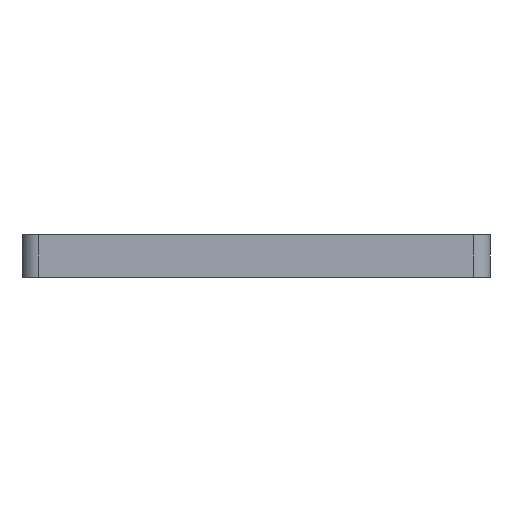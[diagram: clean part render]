
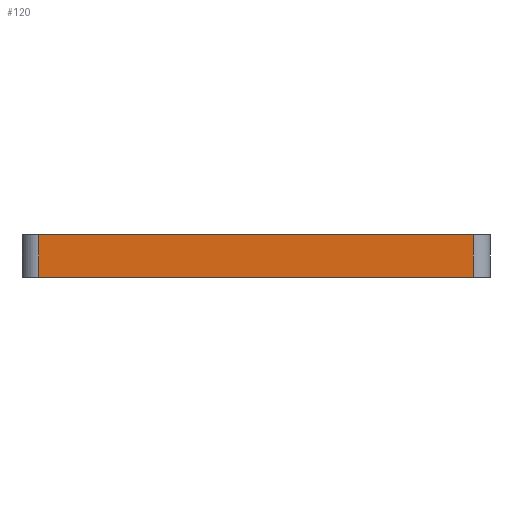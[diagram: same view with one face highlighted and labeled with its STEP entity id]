
A CAD part, front view. The second image highlights one B-rep face of the part: STEP entity #120.
In plain terms, the highlighted planar face has unit normal (0, -1, 0).
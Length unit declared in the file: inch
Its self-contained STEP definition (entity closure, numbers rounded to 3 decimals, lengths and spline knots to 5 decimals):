
#12 = VERTEX_POINT ( 'NONE', #513 ) ;
#19 = CARTESIAN_POINT ( 'NONE',  ( 1.28336, -2.18861, -4.34467 ) ) ;
#26 = AXIS2_PLACEMENT_3D ( 'NONE', #73, #289, #509 ) ;
#37 = PLANE ( 'NONE',  #26 ) ;
#73 = CARTESIAN_POINT ( 'NONE',  ( -1.28336, -2.18861, -4.34467 ) ) ;
#106 = VECTOR ( 'NONE', #700, 39.37008 ) ;
#112 = VERTEX_POINT ( 'NONE', #523 ) ;
#120 = ADVANCED_FACE ( 'NONE', ( #560 ), #37, .T. ) ;
#157 = CARTESIAN_POINT ( 'NONE',  ( -1.28336, -2.18861, -4.34467 ) ) ;
#166 = CARTESIAN_POINT ( 'NONE',  ( -1.28336, -2.18861, 0. ) ) ;
#167 = ORIENTED_EDGE ( 'NONE', *, *, #424, .F. ) ;
#192 = VECTOR ( 'NONE', #379, 39.37008 ) ;
#209 = ORIENTED_EDGE ( 'NONE', *, *, #500, .F. ) ;
#231 = DIRECTION ( 'NONE',  ( 0., 0., 1. ) ) ;
#265 = LINE ( 'NONE', #483, #106 ) ;
#289 = DIRECTION ( 'NONE',  ( 0., -1., 0. ) ) ;
#339 = EDGE_CURVE ( 'NONE', #112, #691, #265, .T. ) ;
#364 = EDGE_LOOP ( 'NONE', ( #209, #448, #666, #167 ) ) ;
#369 = DIRECTION ( 'NONE',  ( 0., 0., 1. ) ) ;
#379 = DIRECTION ( 'NONE',  ( -1., 0., 0. ) ) ;
#424 = EDGE_CURVE ( 'NONE', #12, #112, #643, .T. ) ;
#448 = ORIENTED_EDGE ( 'NONE', *, *, #628, .T. ) ;
#452 = VERTEX_POINT ( 'NONE', #482 ) ;
#477 = VECTOR ( 'NONE', #369, 39.37008 ) ;
#482 = CARTESIAN_POINT ( 'NONE',  ( 1.28336, -2.18861, 0. ) ) ;
#483 = CARTESIAN_POINT ( 'NONE',  ( -1.28336, -2.18861, 0.25 ) ) ;
#500 = EDGE_CURVE ( 'NONE', #452, #12, #654, .T. ) ;
#509 = DIRECTION ( 'NONE',  ( 0., 0., -1. ) ) ;
#513 = CARTESIAN_POINT ( 'NONE',  ( -1.28336, -2.18861, 0. ) ) ;
#523 = CARTESIAN_POINT ( 'NONE',  ( -1.28336, -2.18861, 0.25 ) ) ;
#554 = LINE ( 'NONE', #19, #578 ) ;
#560 = FACE_OUTER_BOUND ( 'NONE', #364, .T. ) ;
#561 = CARTESIAN_POINT ( 'NONE',  ( 1.28336, -2.18861, 0.25 ) ) ;
#578 = VECTOR ( 'NONE', #231, 39.37008 ) ;
#628 = EDGE_CURVE ( 'NONE', #452, #691, #554, .T. ) ;
#643 = LINE ( 'NONE', #157, #477 ) ;
#654 = LINE ( 'NONE', #166, #192 ) ;
#666 = ORIENTED_EDGE ( 'NONE', *, *, #339, .F. ) ;
#691 = VERTEX_POINT ( 'NONE', #561 ) ;
#700 = DIRECTION ( 'NONE',  ( 1., 0., 0. ) ) ;
